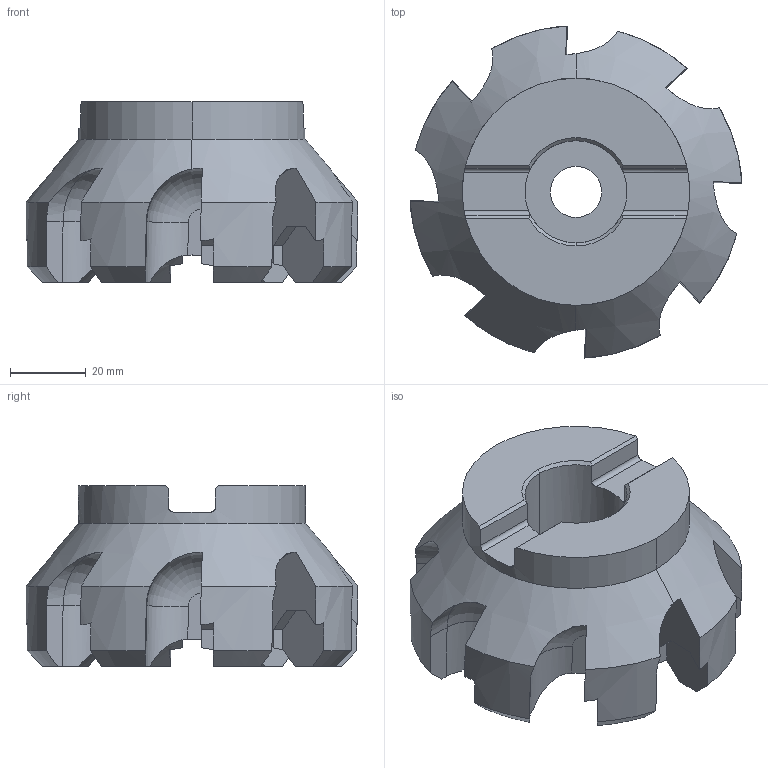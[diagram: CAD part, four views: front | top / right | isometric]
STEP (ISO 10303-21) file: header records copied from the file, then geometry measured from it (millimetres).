
FILE_DESCRIPTION(('no description'),'unknown implementation level');
FILE_NAME('solid1kCAJAWLD3Bn8RRlEnEzKZQDVLI_1.STP',' ',('CIM GmbH Aachen'),('CADClick - KiM GmbH - www.kimweb.de'),'unknown preprocess','ACIS','unknown authorization');
FILE_SCHEMA(('automotive_design'));
Length unit declared in the file: millimetre
Products named in the file (1): 1
Bounding box: 87.68 x 87.68 x 47.78 mm (x, y, z)
Volume: 127288.2 mm3; surface area: 27939.1 mm2
Topology: 1 solids, 1 shells, 163 faces, 465 edges, 305 vertices
Faces by surface type: plane 94, cylinder 45, cone 16, torus 8
Entity records: 11307 total; most frequent: CARTESIAN_POINT 1986, STYLED_ITEM 934, PRESENTATION_STYLE_ASSIGNMENT 934, COLOUR_RGB 934, ORIENTED_EDGE 930, DIRECTION 854, EDGE_CURVE 465, CURVE_STYLE 465
